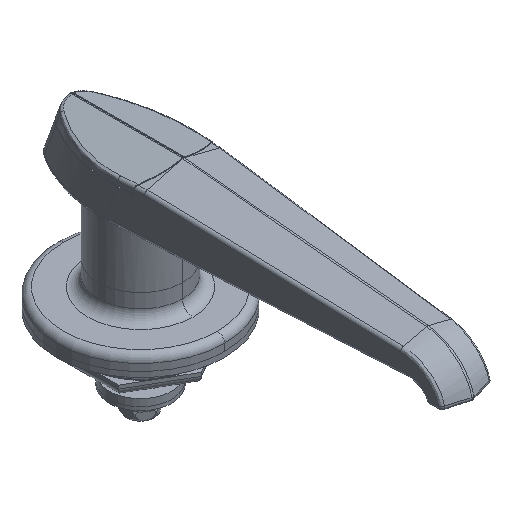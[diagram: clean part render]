
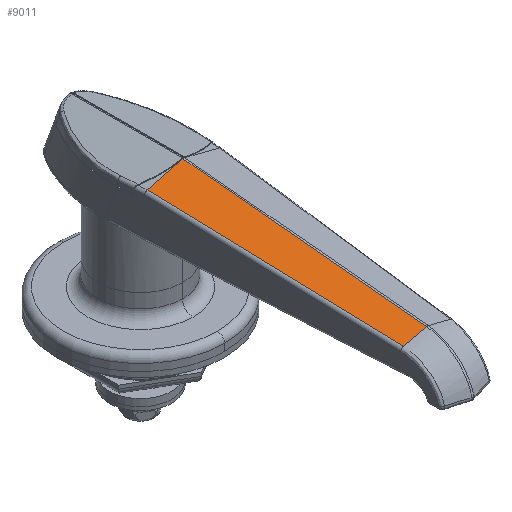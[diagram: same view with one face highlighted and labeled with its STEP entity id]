
A CAD part, isometric view. The second image highlights one B-rep face of the part: STEP entity #9011.
In plain terms, the highlighted planar face has unit normal (-0.259, -0.093, 0.961).
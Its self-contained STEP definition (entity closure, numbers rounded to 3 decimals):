
#350 = CARTESIAN_POINT ( 'NONE',  ( -0.259, -12.397, 14.966 ) ) ;
#414 = PLANE ( 'NONE',  #2282 ) ;
#632 = VERTEX_POINT ( 'NONE', #2307 ) ;
#1162 =( BOUNDED_CURVE ( )  B_SPLINE_CURVE ( 3, ( #11460, #1349, #5415, #9578 ),
 .UNSPECIFIED., .F., .T. ) 
 B_SPLINE_CURVE_WITH_KNOTS ( ( 4, 4 ),
 ( 6.277, 6.282 ),
 .UNSPECIFIED. ) 
 CURVE ( )  GEOMETRIC_REPRESENTATION_ITEM ( )  RATIONAL_B_SPLINE_CURVE ( ( 1., 1., 1., 1. ) ) 
 REPRESENTATION_ITEM ( '' )  );
#1349 = CARTESIAN_POINT ( 'NONE',  ( -10.352, -12.268, 12.262 ) ) ;
#2092 = CARTESIAN_POINT ( 'NONE',  ( -10.375, -11.879, 12.293 ) ) ;
#2282 = AXIS2_PLACEMENT_3D ( 'NONE', #5480, #9575, #9504 ) ;
#2307 = CARTESIAN_POINT ( 'NONE',  ( -10.355, -12.268, 12.261 ) ) ;
#2443 = VECTOR ( 'NONE', #12446, 1000. ) ;
#2700 = VECTOR ( 'NONE', #12359, 1000. ) ;
#3301 = CARTESIAN_POINT ( 'NONE',  ( -14.998, -12.207, 11.017 ) ) ;
#3308 = ORIENTED_EDGE ( 'NONE', *, *, #5996, .T. ) ;
#3613 = LINE ( 'NONE', #350, #5824 ) ;
#3954 = VERTEX_POINT ( 'NONE', #4804 ) ;
#3992 = CARTESIAN_POINT ( 'NONE',  ( -0.259, -12.398, 14.966 ) ) ;
#4173 = LINE ( 'NONE', #3301, #2700 ) ;
#4679 = EDGE_CURVE ( 'NONE', #7828, #12783, #3613, .T. ) ;
#4804 = CARTESIAN_POINT ( 'NONE',  ( -6.728, -81.765, 6.503 ) ) ;
#5415 = CARTESIAN_POINT ( 'NONE',  ( -10.353, -12.268, 12.261 ) ) ;
#5480 = CARTESIAN_POINT ( 'NONE',  ( -15., -12.016, 11.035 ) ) ;
#5824 = VECTOR ( 'NONE', #9589, 1000. ) ;
#5996 = EDGE_CURVE ( 'NONE', #3954, #12783, #8354, .T. ) ;
#6804 = ORIENTED_EDGE ( 'NONE', *, *, #4679, .F. ) ;
#7053 = EDGE_CURVE ( 'NONE', #632, #3954, #11347, .T. ) ;
#7294 = CARTESIAN_POINT ( 'NONE',  ( -15., -81.551, 4.297 ) ) ;
#7516 = EDGE_CURVE ( 'NONE', #7542, #632, #1162, .T. ) ;
#7542 = VERTEX_POINT ( 'NONE', #12519 ) ;
#7828 = VERTEX_POINT ( 'NONE', #3992 ) ;
#8354 = LINE ( 'NONE', #7294, #2443 ) ;
#9011 = ADVANCED_FACE ( 'NONE', ( #11189 ), #414, .F. ) ;
#9110 = DIRECTION ( 'NONE',  ( 0.052, -0.995, -0.082 ) ) ;
#9395 = EDGE_LOOP ( 'NONE', ( #10813, #9907, #9555, #3308, #6804 ) ) ;
#9504 = DIRECTION ( 'NONE',  ( -0.966, 0., -0.26 ) ) ;
#9555 = ORIENTED_EDGE ( 'NONE', *, *, #7053, .T. ) ;
#9575 = DIRECTION ( 'NONE',  ( 0.259, 0.093, -0.961 ) ) ;
#9578 = CARTESIAN_POINT ( 'NONE',  ( -10.355, -12.268, 12.261 ) ) ;
#9589 = DIRECTION ( 'NONE',  ( 0., -0.995, -0.096 ) ) ;
#9907 = ORIENTED_EDGE ( 'NONE', *, *, #7516, .T. ) ;
#10813 = ORIENTED_EDGE ( 'NONE', *, *, #11200, .T. ) ;
#11189 = FACE_OUTER_BOUND ( 'NONE', #9395, .T. ) ;
#11200 = EDGE_CURVE ( 'NONE', #7828, #7542, #4173, .T. ) ;
#11347 = LINE ( 'NONE', #2092, #11868 ) ;
#11460 = CARTESIAN_POINT ( 'NONE',  ( -10.35, -12.268, 12.262 ) ) ;
#11868 = VECTOR ( 'NONE', #9110, 1000. ) ;
#11987 = CARTESIAN_POINT ( 'NONE',  ( -0.259, -81.932, 8.229 ) ) ;
#12359 = DIRECTION ( 'NONE',  ( -0.966, 0.013, -0.259 ) ) ;
#12446 = DIRECTION ( 'NONE',  ( 0.966, -0.025, 0.258 ) ) ;
#12519 = CARTESIAN_POINT ( 'NONE',  ( -10.35, -12.268, 12.262 ) ) ;
#12783 = VERTEX_POINT ( 'NONE', #11987 ) ;
